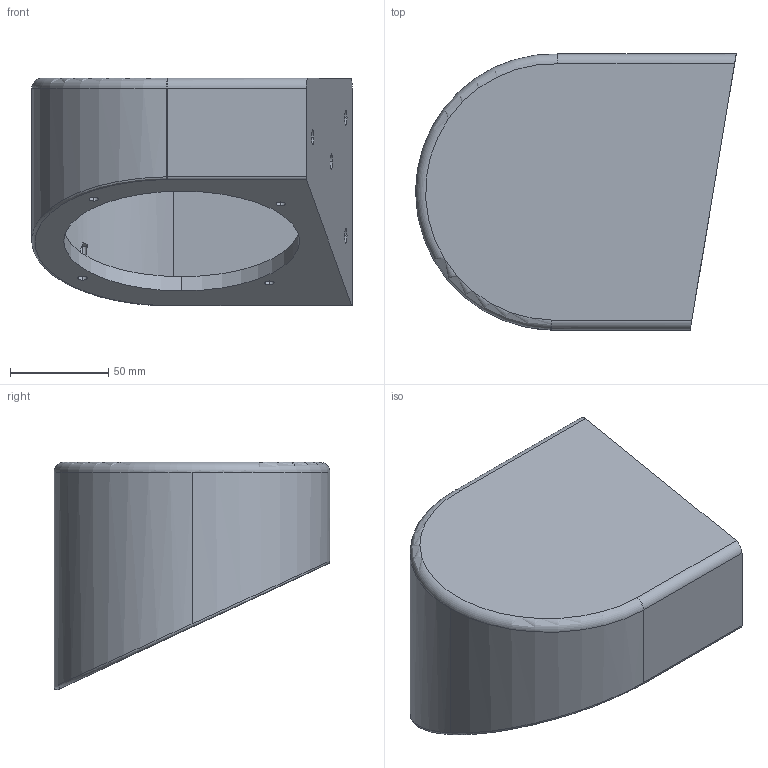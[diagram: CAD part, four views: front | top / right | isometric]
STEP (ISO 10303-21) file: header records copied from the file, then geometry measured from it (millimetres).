
FILE_DESCRIPTION (( 'STEP AP203' ), '1' );
FILE_NAME ('Rounded speaker box 3.STEP', '2024-08-08T01:40:54', ( '' ), ( '' ), 'SwSTEP 2.0', 'SolidWorks 2024', '' );
FILE_SCHEMA (( 'CONFIG_CONTROL_DESIGN' ));
Length unit declared in the file: millimetre
Products named in the file (1): Rounded speaker box 3
Bounding box: 162.9 x 140.27 x 115.65 mm (x, y, z)
Volume: 513423.9 mm3; surface area: 126244.9 mm2
Topology: 1 solids, 1 shells, 48 faces, 128 edges, 82 vertices
Faces by surface type: cylinder 31, plane 11, bspline 3, torus 2, sphere 1
Entity records: 1817 total; most frequent: CARTESIAN_POINT 552, ORIENTED_EDGE 254, DIRECTION 243, EDGE_CURVE 127, AXIS2_PLACEMENT_3D 97, VERTEX_POINT 82, EDGE_LOOP 65, CIRCLE 51
